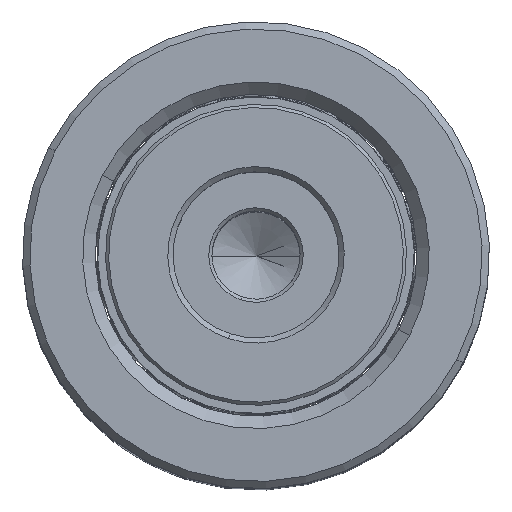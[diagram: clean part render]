
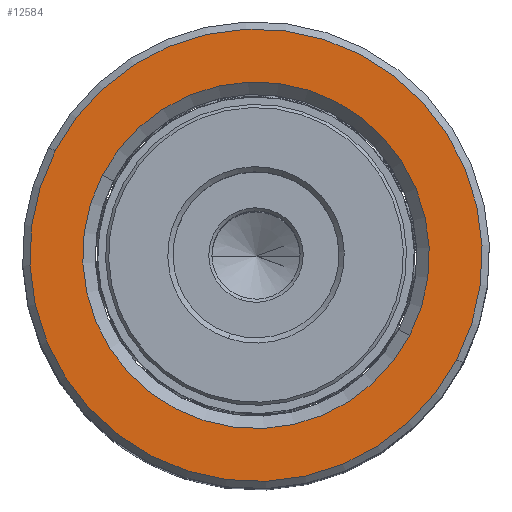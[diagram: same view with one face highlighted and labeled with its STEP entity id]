
A CAD part, top view. The second image highlights one B-rep face of the part: STEP entity #12584.
In plain terms, the highlighted planar face has unit normal (0, 0, 1).
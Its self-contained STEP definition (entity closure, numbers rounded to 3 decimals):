
#672 = DIRECTION ( 'NONE',  ( 0., 0., -1. ) ) ;
#908 = AXIS2_PLACEMENT_3D ( 'NONE', #16431, #28459, #25670 ) ;
#3476 = AXIS2_PLACEMENT_3D ( 'NONE', #18548, #9844, #34202 ) ;
#3571 = EDGE_LOOP ( 'NONE', ( #29682, #23317 ) ) ;
#3966 = DIRECTION ( 'NONE',  ( 0., 0., 1. ) ) ;
#4686 = DIRECTION ( 'NONE',  ( 1., 0., 0. ) ) ;
#4978 = AXIS2_PLACEMENT_3D ( 'NONE', #34485, #3966, #10135 ) ;
#7593 = EDGE_LOOP ( 'NONE', ( #11527, #24631 ) ) ;
#7914 = VERTEX_POINT ( 'NONE', #38696 ) ;
#8806 = CIRCLE ( 'NONE', #26894, 16.7 ) ;
#9844 = DIRECTION ( 'NONE',  ( 0., 0., 1. ) ) ;
#10135 = DIRECTION ( 'NONE',  ( 1., 0., 0. ) ) ;
#11187 = CIRCLE ( 'NONE', #908, 21.8 ) ;
#11527 = ORIENTED_EDGE ( 'NONE', *, *, #13929, .T. ) ;
#12054 = VERTEX_POINT ( 'NONE', #25416 ) ;
#12098 = EDGE_CURVE ( 'NONE', #38772, #12054, #11187, .T. ) ;
#12584 = ADVANCED_FACE ( 'NONE', ( #12615, #30860 ), #34361, .T. ) ;
#12615 = FACE_OUTER_BOUND ( 'NONE', #7593, .T. ) ;
#13929 = EDGE_CURVE ( 'NONE', #12054, #38772, #15052, .T. ) ;
#15052 = CIRCLE ( 'NONE', #3476, 21.8 ) ;
#15786 = DIRECTION ( 'NONE',  ( 1., 0., 0. ) ) ;
#16431 = CARTESIAN_POINT ( 'NONE',  ( 0., 0., 80. ) ) ;
#17032 = CARTESIAN_POINT ( 'NONE',  ( 16.7, 0., 80. ) ) ;
#18200 = VERTEX_POINT ( 'NONE', #17032 ) ;
#18548 = CARTESIAN_POINT ( 'NONE',  ( 0., 0., 80. ) ) ;
#21959 = CARTESIAN_POINT ( 'NONE',  ( 0., 0., 80. ) ) ;
#22779 = CIRCLE ( 'NONE', #24566, 16.7 ) ;
#23317 = ORIENTED_EDGE ( 'NONE', *, *, #32152, .T. ) ;
#24566 = AXIS2_PLACEMENT_3D ( 'NONE', #21959, #672, #15786 ) ;
#24631 = ORIENTED_EDGE ( 'NONE', *, *, #12098, .T. ) ;
#25416 = CARTESIAN_POINT ( 'NONE',  ( -21.8, 0., 80. ) ) ;
#25670 = DIRECTION ( 'NONE',  ( 1., 0., 0. ) ) ;
#26894 = AXIS2_PLACEMENT_3D ( 'NONE', #28615, #32101, #4686 ) ;
#28459 = DIRECTION ( 'NONE',  ( 0., 0., 1. ) ) ;
#28615 = CARTESIAN_POINT ( 'NONE',  ( 0., 0., 80. ) ) ;
#29682 = ORIENTED_EDGE ( 'NONE', *, *, #30315, .T. ) ;
#30315 = EDGE_CURVE ( 'NONE', #18200, #7914, #22779, .T. ) ;
#30398 = CARTESIAN_POINT ( 'NONE',  ( 21.8, 0., 80. ) ) ;
#30860 = FACE_BOUND ( 'NONE', #3571, .T. ) ;
#32101 = DIRECTION ( 'NONE',  ( 0., 0., -1. ) ) ;
#32152 = EDGE_CURVE ( 'NONE', #7914, #18200, #8806, .T. ) ;
#34202 = DIRECTION ( 'NONE',  ( 1., 0., 0. ) ) ;
#34361 = PLANE ( 'NONE',  #4978 ) ;
#34485 = CARTESIAN_POINT ( 'NONE',  ( 0., 0., 80. ) ) ;
#38696 = CARTESIAN_POINT ( 'NONE',  ( -16.7, 0., 80. ) ) ;
#38772 = VERTEX_POINT ( 'NONE', #30398 ) ;
